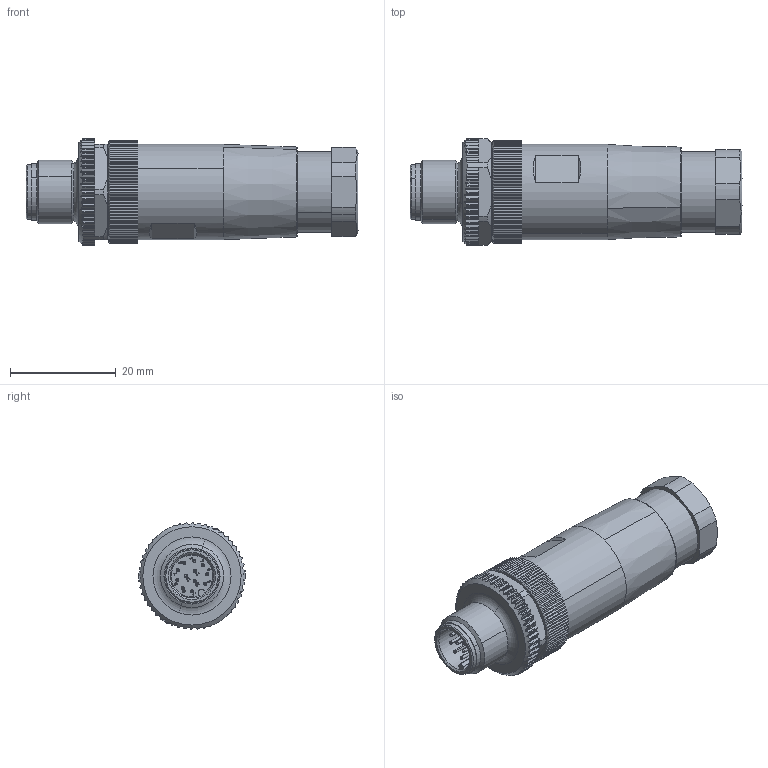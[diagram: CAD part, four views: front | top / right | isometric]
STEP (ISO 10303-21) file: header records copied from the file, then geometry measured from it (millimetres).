
FILE_DESCRIPTION(('SolidDesigner STEP Export'),'2;1');
FILE_NAME('1404419.stp','2012-09-27T12:06:15',(''),(''),'CoCreate Modeling STEP processor for AP214 (Solid Model)','CoCreate Modeling 16.00E 25-Sep-2009 (C) Parametric Technology GmbH','');
FILE_SCHEMA(('AUTOMOTIVE_DESIGN { 1 0 10303 214 1 1 1 1 }'));
Length unit declared in the file: millimetre
Products named in the file (2): 1404419
Assembly tree (1 placements, depth 2):
  1404419
    1404419
Bounding box: 62.8 x 20.2 x 20.2 mm (x, y, z)
Volume: 13577.8 mm3; surface area: 4653.8 mm2
Topology: 1 solids, 1 shells, 1364 faces, 3971 edges, 2604 vertices
Faces by surface type: plane 971, cylinder 314, sphere 48, cone 27, torus 4
Entity records: 48890 total; most frequent: CARTESIAN_POINT 13813, ORIENTED_EDGE 7846, DIRECTION 6121, EDGE_CURVE 3923, VECTOR 2811, LINE 2811, VERTEX_POINT 2604, AXIS2_PLACEMENT_3D 1655
